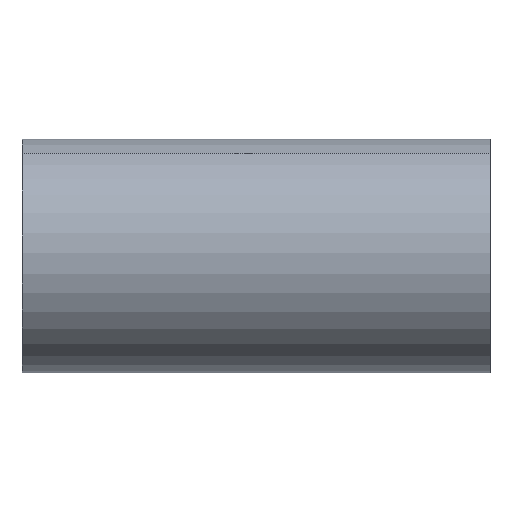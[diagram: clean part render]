
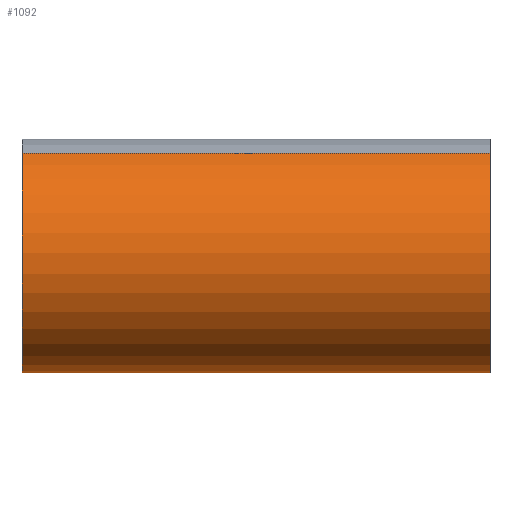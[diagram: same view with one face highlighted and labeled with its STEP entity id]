
A CAD part, front view. The second image highlights one B-rep face of the part: STEP entity #1092.
In plain terms, the highlighted cylindrical face has radius 160 mm (diameter 320 mm), a partial arc.
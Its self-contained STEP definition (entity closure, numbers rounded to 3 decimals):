
#1036=CARTESIAN_POINT('Axis2P3D Location',(-300.,0.,0.)) ;
#1045=CARTESIAN_POINT('Vertex',(-620.,-76.708,140.413)) ;
#1047=CARTESIAN_POINT('Vertex',(-620.,76.708,-140.413)) ;
#1050=CARTESIAN_POINT('Line Origine',(-300.,-76.708,140.413)) ;
#1054=CARTESIAN_POINT('Vertex',(20.,-76.708,140.413)) ;
#1061=CARTESIAN_POINT('Vertex',(20.,76.708,-140.413)) ;
#1064=CARTESIAN_POINT('Line Origine',(-300.,76.708,-140.413)) ;
#1076=CARTESIAN_POINT('Axis2P3D Location',(20.,0.,0.)) ;
#1081=CARTESIAN_POINT('Axis2P3D Location',(-620.,0.,0.)) ;
#1037=DIRECTION('Axis2P3D Direction',(1.,0.,0.)) ;
#1038=DIRECTION('Axis2P3D XDirection',(0.,-0.479,0.878)) ;
#1051=DIRECTION('Vector Direction',(1.,0.,0.)) ;
#1065=DIRECTION('Vector Direction',(1.,0.,0.)) ;
#1077=DIRECTION('Axis2P3D Direction',(1.,0.,0.)) ;
#1082=DIRECTION('Axis2P3D Direction',(1.,0.,0.)) ;
#1039=AXIS2_PLACEMENT_3D('Cylinder Axis2P3D',#1036,#1037,#1038) ;
#1078=AXIS2_PLACEMENT_3D('Circle Axis2P3D',#1076,#1077,$) ;
#1083=AXIS2_PLACEMENT_3D('Circle Axis2P3D',#1081,#1082,$) ;
#1087=ORIENTED_EDGE('',*,*,#1068,.F.) ;
#1088=ORIENTED_EDGE('',*,*,#1080,.F.) ;
#1089=ORIENTED_EDGE('',*,*,#1056,.T.) ;
#1090=ORIENTED_EDGE('',*,*,#1085,.F.) ;
#1052=VECTOR('Line Direction',#1051,1.) ;
#1066=VECTOR('Line Direction',#1065,1.) ;
#1092=ADVANCED_FACE('PartBody',(#1091),#1040,.T.) ;
#1079=CIRCLE('generated circle',#1078,160.) ;
#1084=CIRCLE('generated circle',#1083,160.) ;
#1040=CYLINDRICAL_SURFACE('generated cylinder',#1039,160.) ;
#1056=EDGE_CURVE('',#1055,#1046,#1053,.F.) ;
#1068=EDGE_CURVE('',#1062,#1048,#1067,.F.) ;
#1080=EDGE_CURVE('',#1055,#1062,#1079,.T.) ;
#1085=EDGE_CURVE('',#1048,#1046,#1084,.F.) ;
#1086=EDGE_LOOP('',(#1087,#1088,#1089,#1090)) ;
#1091=FACE_OUTER_BOUND('',#1086,.T.) ;
#1053=LINE('Line',#1050,#1052) ;
#1067=LINE('Line',#1064,#1066) ;
#1046=VERTEX_POINT('',#1045) ;
#1048=VERTEX_POINT('',#1047) ;
#1055=VERTEX_POINT('',#1054) ;
#1062=VERTEX_POINT('',#1061) ;
